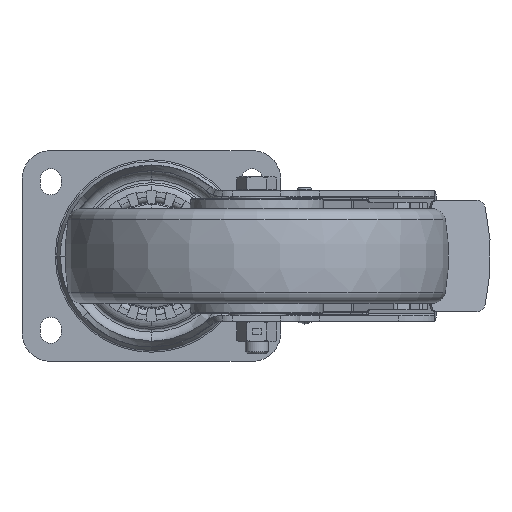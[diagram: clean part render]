
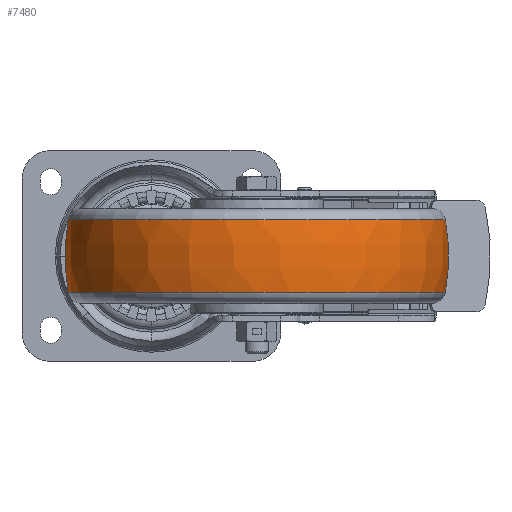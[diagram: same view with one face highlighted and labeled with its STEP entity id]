
A CAD part, front view. The second image highlights one B-rep face of the part: STEP entity #7480.
In plain terms, the highlighted toroidal (fillet/blend) face has major radius 10 mm and minor radius 110 mm.
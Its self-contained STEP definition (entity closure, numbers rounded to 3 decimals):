
#2563 = FACE_OUTER_BOUND ( 'NONE', #3439, .T. ) ;
#3235 = CARTESIAN_POINT ( 'NONE',  ( 45., -135., 0. ) ) ;
#3439 = EDGE_LOOP ( 'NONE', ( #58344, #29884, #20562, #11872 ) ) ;
#5116 = DIRECTION ( 'NONE',  ( 1., 0., 0. ) ) ;
#6359 = AXIS2_PLACEMENT_3D ( 'NONE', #3235, #24208, #19063 ) ;
#7480 = ADVANCED_FACE ( 'NONE', ( #2563 ), #23542, .T. ) ;
#8246 = CIRCLE ( 'NONE', #33508, 110. ) ;
#10765 = CIRCLE ( 'NONE', #6359, 110. ) ;
#11622 = DIRECTION ( 'NONE',  ( 0., 0., 1. ) ) ;
#11872 = ORIENTED_EDGE ( 'NONE', *, *, #18245, .F. ) ;
#12208 = CARTESIAN_POINT ( 'NONE',  ( 55., -135., 0. ) ) ;
#12318 = VERTEX_POINT ( 'NONE', #63967 ) ;
#16907 = CIRCLE ( 'NONE', #23449, 98.372 ) ;
#18245 = EDGE_CURVE ( 'NONE', #39523, #12318, #16907, .T. ) ;
#19063 = DIRECTION ( 'NONE',  ( -1., 0., 0. ) ) ;
#20562 = ORIENTED_EDGE ( 'NONE', *, *, #24033, .T. ) ;
#23076 = CARTESIAN_POINT ( 'NONE',  ( 55., -135., 18.854 ) ) ;
#23449 = AXIS2_PLACEMENT_3D ( 'NONE', #23076, #28256, #44734 ) ;
#23542 = TOROIDAL_SURFACE ( 'NONE', #53246, -10., 110. ) ;
#24033 = EDGE_CURVE ( 'NONE', #41953, #12318, #10765, .T. ) ;
#24208 = DIRECTION ( 'NONE',  ( 0., -1., 0. ) ) ;
#24719 = DIRECTION ( 'NONE',  ( 0., 1., 0. ) ) ;
#26096 = CARTESIAN_POINT ( 'NONE',  ( 55., -135., -18.854 ) ) ;
#28256 = DIRECTION ( 'NONE',  ( 0., 0., 1. ) ) ;
#28392 = EDGE_CURVE ( 'NONE', #44310, #39523, #8246, .T. ) ;
#29884 = ORIENTED_EDGE ( 'NONE', *, *, #39125, .T. ) ;
#33477 = AXIS2_PLACEMENT_3D ( 'NONE', #26096, #11622, #5116 ) ;
#33508 = AXIS2_PLACEMENT_3D ( 'NONE', #51530, #24719, #45704 ) ;
#33511 = DIRECTION ( 'NONE',  ( 1., 0., 0. ) ) ;
#39125 = EDGE_CURVE ( 'NONE', #44310, #41953, #51052, .T. ) ;
#39523 = VERTEX_POINT ( 'NONE', #40316 ) ;
#40316 = CARTESIAN_POINT ( 'NONE',  ( -43.372, -135., 18.854 ) ) ;
#41953 = VERTEX_POINT ( 'NONE', #50505 ) ;
#44310 = VERTEX_POINT ( 'NONE', #59352 ) ;
#44734 = DIRECTION ( 'NONE',  ( 1., 0., 0. ) ) ;
#45704 = DIRECTION ( 'NONE',  ( 1., 0., 0. ) ) ;
#50505 = CARTESIAN_POINT ( 'NONE',  ( 153.372, -135., -18.854 ) ) ;
#51052 = CIRCLE ( 'NONE', #33477, 98.372 ) ;
#51530 = CARTESIAN_POINT ( 'NONE',  ( 65., -135., 0. ) ) ;
#53246 = AXIS2_PLACEMENT_3D ( 'NONE', #12208, #54811, #33511 ) ;
#54811 = DIRECTION ( 'NONE',  ( 0., 0., 1. ) ) ;
#58344 = ORIENTED_EDGE ( 'NONE', *, *, #28392, .F. ) ;
#59352 = CARTESIAN_POINT ( 'NONE',  ( -43.372, -135., -18.854 ) ) ;
#63967 = CARTESIAN_POINT ( 'NONE',  ( 153.372, -135., 18.854 ) ) ;
